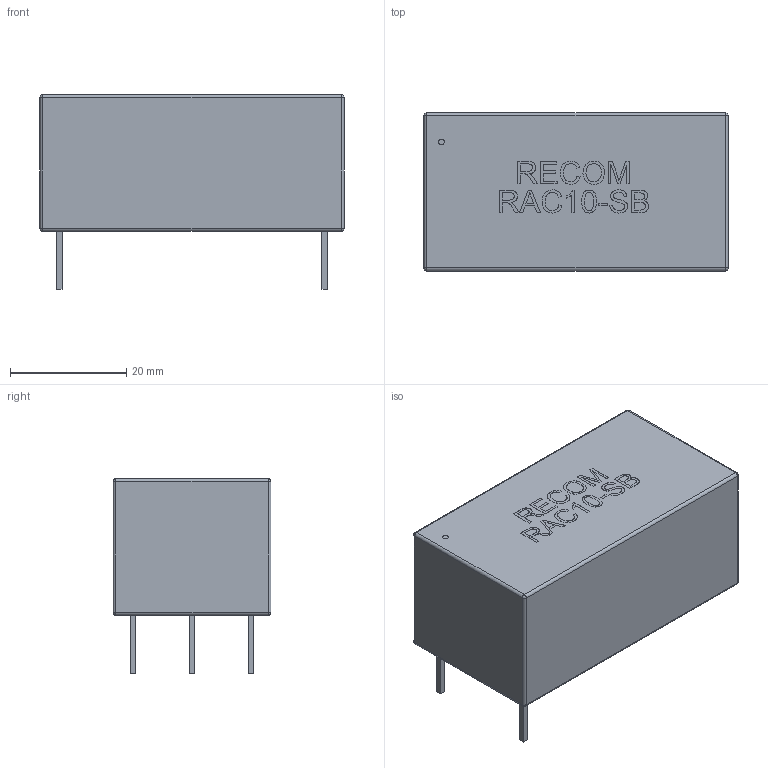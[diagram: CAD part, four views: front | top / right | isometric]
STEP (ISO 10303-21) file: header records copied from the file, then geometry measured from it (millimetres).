
FILE_DESCRIPTION(('STEP AP214'),'1');
FILE_NAME('52972.stp','2015-09-27T06:17:09',('TraceParts'),('TraceParts S.A.'),'Spatial InterOp 3D',' ',' ');
FILE_SCHEMA(('automotive_design'));
Length unit declared in the file: millimetre
Products named in the file (1): 1
Bounding box: 52.4 x 27.2 x 33.5 mm (x, y, z)
Volume: 33510.9 mm3; surface area: 6668.2 mm2
Topology: 1 solids, 1 shells, 272 faces, 727 edges, 474 vertices
Faces by surface type: extrusion 143, plane 107, cylinder 14, sphere 8
Entity records: 20292 total; most frequent: CARTESIAN_POINT 12389, ORIENTED_EDGE 1438, EDGE_CURVE 719, B_SPLINE_CURVE_WITH_KNOTS 676, DIRECTION 617, VERTEX_POINT 474, VECTOR 301, EDGE_LOOP 297
